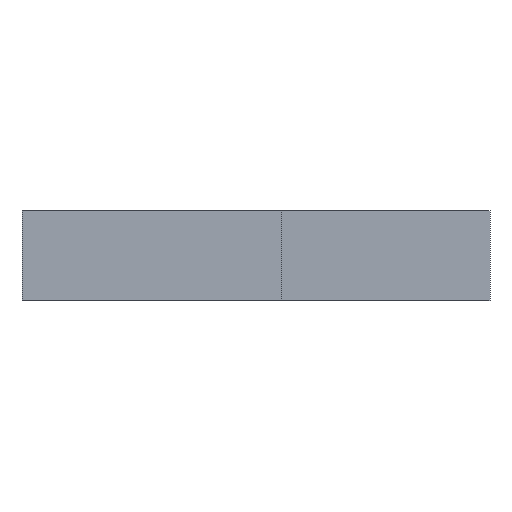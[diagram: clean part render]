
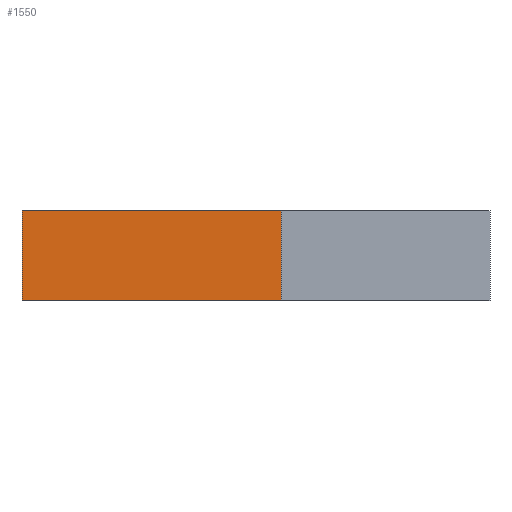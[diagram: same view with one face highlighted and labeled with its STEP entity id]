
A CAD part, front view. The second image highlights one B-rep face of the part: STEP entity #1550.
In plain terms, the highlighted planar face has unit normal (0, -1, 0).
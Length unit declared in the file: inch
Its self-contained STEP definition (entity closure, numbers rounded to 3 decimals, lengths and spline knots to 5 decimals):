
#16=FACE_OUTER_BOUND('',#98,.T.);
#98=EDGE_LOOP('',(#1015,#1016,#1017,#1018));
#182=LINE('',#2136,#410);
#183=LINE('',#2139,#411);
#184=LINE('',#2141,#412);
#185=LINE('',#2142,#413);
#410=VECTOR('',#1740,0.3937);
#411=VECTOR('',#1743,0.3937);
#412=VECTOR('',#1744,0.3937);
#413=VECTOR('',#1745,0.3937);
#636=VERTEX_POINT('',#2130);
#638=VERTEX_POINT('',#2134);
#639=VERTEX_POINT('',#2138);
#640=VERTEX_POINT('',#2140);
#786=EDGE_CURVE('',#638,#636,#182,.T.);
#787=EDGE_CURVE('',#636,#639,#183,.T.);
#788=EDGE_CURVE('',#640,#638,#184,.T.);
#789=EDGE_CURVE('',#639,#640,#185,.T.);
#1015=ORIENTED_EDGE('',*,*,#787,.F.);
#1016=ORIENTED_EDGE('',*,*,#786,.F.);
#1017=ORIENTED_EDGE('',*,*,#788,.F.);
#1018=ORIENTED_EDGE('',*,*,#789,.F.);
#1468=PLANE('',#1652);
#1550=ADVANCED_FACE('',(#16),#1468,.F.);
#1652=AXIS2_PLACEMENT_3D('',#2137,#1741,#1742);
#1740=DIRECTION('',(0.,0.,-1.));
#1741=DIRECTION('center_axis',(0.,1.,0.));
#1742=DIRECTION('ref_axis',(1.,0.,0.));
#1743=DIRECTION('',(-1.,0.,0.));
#1744=DIRECTION('',(1.,0.,0.));
#1745=DIRECTION('',(0.,0.,1.));
#2130=CARTESIAN_POINT('',(2.05,-3.6,0.));
#2134=CARTESIAN_POINT('',(2.05,-3.6,0.625));
#2136=CARTESIAN_POINT('',(2.05,-3.6,0.625));
#2137=CARTESIAN_POINT('Origin',(0.25,-3.6,0.625));
#2138=CARTESIAN_POINT('',(0.25,-3.6,0.));
#2139=CARTESIAN_POINT('',(1.,-3.6,0.));
#2140=CARTESIAN_POINT('',(0.25,-3.6,0.625));
#2141=CARTESIAN_POINT('',(1.,-3.6,0.625));
#2142=CARTESIAN_POINT('',(0.25,-3.6,0.625));
